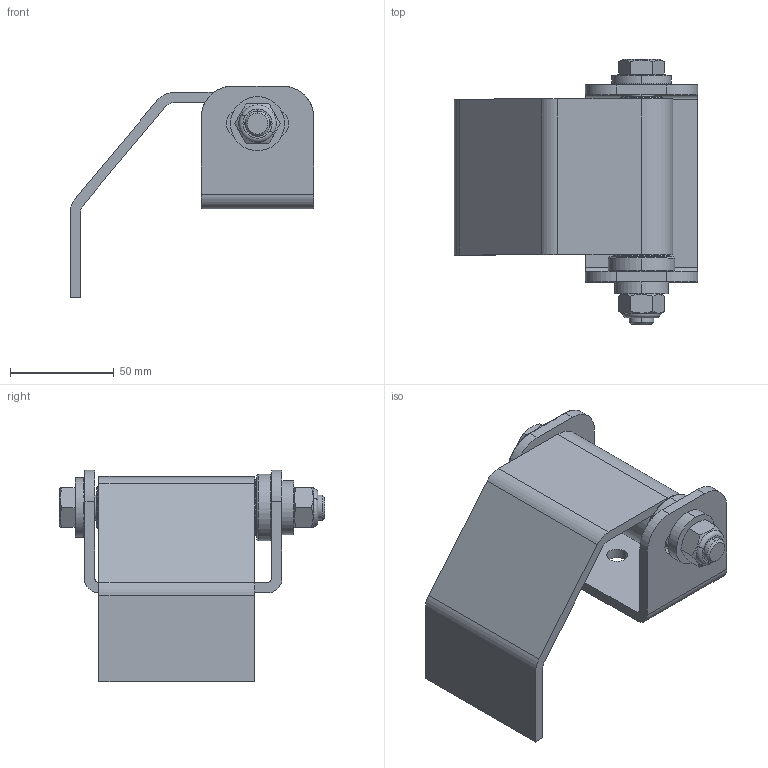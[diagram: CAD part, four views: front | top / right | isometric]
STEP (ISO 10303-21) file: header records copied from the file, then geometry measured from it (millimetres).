
FILE_DESCRIPTION (( 'STEP AP203' ), '1' );
FILE_NAME ('175-135.step', '2019-09-10T12:14:17', ( '' ), ( '' ), 'SwSTEP 2.0', 'SolidWorks 2015', '' );
FILE_SCHEMA (( 'CONFIG_CONTROL_DESIGN' ));
Length unit declared in the file: millimetre
Products named in the file (9): 175-XX Teil3_175-135 Teil3; 175-XX Teil6_175-135 Teil6; 175-135; 175-XX Teil1_175-135 Teil 1; 175-XX Teil8_175-135 Teil8; 175-XX Teil5_175-135 Teil5; 175-XX Teil7_175-135 Teil7; 175-XX Teil4_175-135 Teil4; 175-XX Teil2_175-135 Teil2
Assembly tree (9 placements, depth 2):
  175-135
    175-XX Teil1_175-135 Teil 1
    175-XX Teil2_175-135 Teil2
    175-XX Teil3_175-135 Teil3
    175-XX Teil4_175-135 Teil4
    175-XX Teil5_175-135 Teil5  x2
    175-XX Teil6_175-135 Teil6
    175-XX Teil7_175-135 Teil7
    175-XX Teil8_175-135 Teil8
Bounding box: 117 x 127.5 x 101.75 mm (x, y, z)
Volume: 175347.8 mm3; surface area: 81364.1 mm2
Topology: 9 solids, 9 shells, 693 faces, 1931 edges, 1274 vertices
Faces by surface type: plane 535, bspline 78, cylinder 46, cone 20, torus 14
Entity records: 26800 total; most frequent: CARTESIAN_POINT 9700, ORIENTED_EDGE 3822, DIRECTION 2839, EDGE_CURVE 1911, VERTEX_POINT 1262, LINE 1085, VECTOR 1085, AXIS2_PLACEMENT_3D 877
